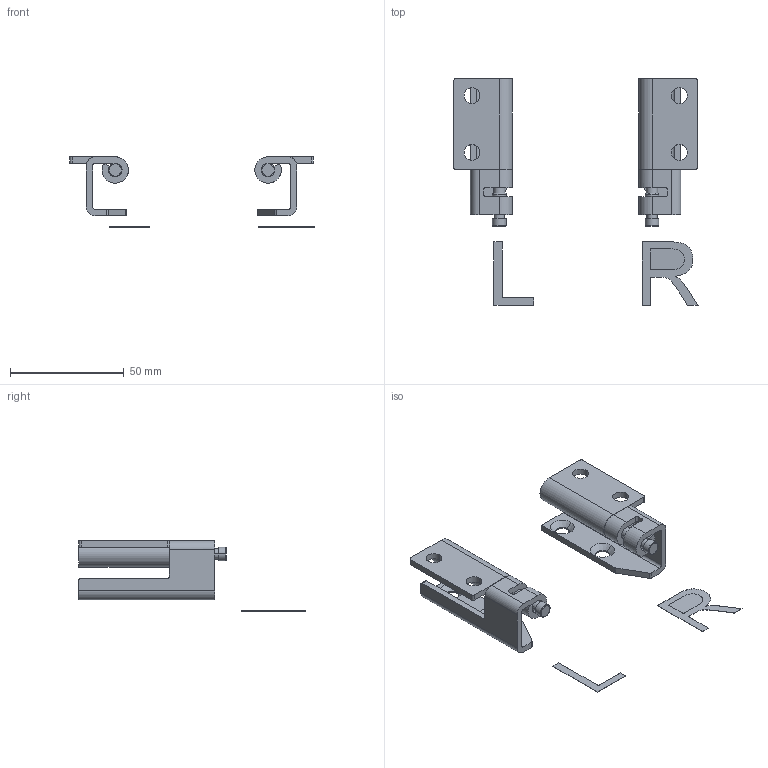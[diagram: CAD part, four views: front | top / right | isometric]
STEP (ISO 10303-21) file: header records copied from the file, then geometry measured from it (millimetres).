
FILE_DESCRIPTION(/* description */ (''),/* implementation_level */ '2;1');
FILE_NAME(/* name */ 'JL137 LR',/* time_stamp */ '2024-09-12T11:00:57+08:00',/* author */ (''),/* organization */ (''),/* preprocessor_version */ 'ST-DEVELOPER v19.2',/* originating_system */ 'Rhino 8.5',/* authorisation */ '');
FILE_SCHEMA (('CONFIG_CONTROL_DESIGN'));
Length unit declared in the file: millimetre
Products named in the file (1): Document
Bounding box: 107.63 x 99.78 x 30.99 mm (x, y, z)
Volume: 23485.7 mm3; surface area: 21761.3 mm2
Topology: 9 solids, 9 shells, 172 faces, 424 edges, 276 vertices
Faces by surface type: plane 79, cylinder 68, bspline 25
Entity records: 5827 total; most frequent: CARTESIAN_POINT 2171, ORIENTED_EDGE 848, DIRECTION 461, EDGE_CURVE 424, AXIS2_PLACEMENT_3D 303, VERTEX_POINT 276, B_SPLINE_CURVE_WITH_KNOTS 220, EDGE_LOOP 194
